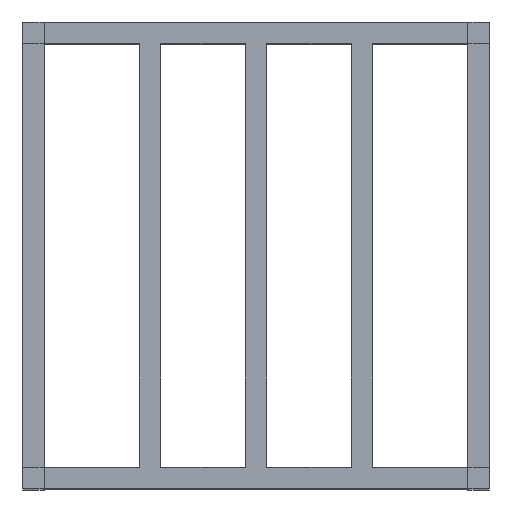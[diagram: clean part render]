
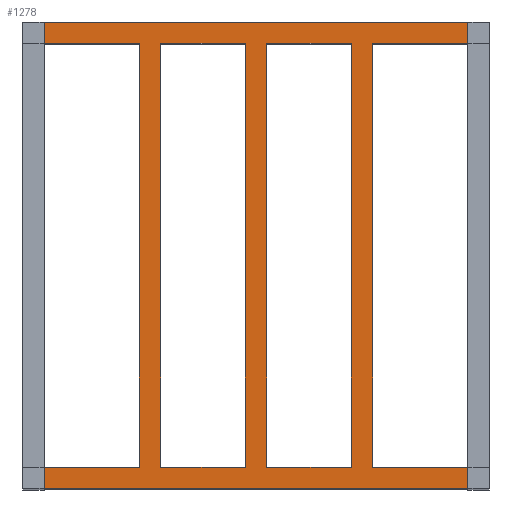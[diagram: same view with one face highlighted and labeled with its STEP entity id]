
A CAD part, top view. The second image highlights one B-rep face of the part: STEP entity #1278.
In plain terms, the highlighted planar face has unit normal (0, 0, 1).
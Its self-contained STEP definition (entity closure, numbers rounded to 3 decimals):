
#15=FACE_BOUND('',#127,.T.);
#16=FACE_BOUND('',#128,.T.);
#56=FACE_OUTER_BOUND('',#126,.T.);
#126=EDGE_LOOP('',(#947,#948,#949,#950,#951,#952,#953,#954,#955,#956,#957,
#958));
#127=EDGE_LOOP('',(#959,#960,#961,#962));
#128=EDGE_LOOP('',(#963,#964,#965,#966));
#247=LINE('',#1876,#427);
#255=LINE('',#1893,#435);
#267=LINE('',#1916,#447);
#268=LINE('',#1918,#448);
#269=LINE('',#1920,#449);
#270=LINE('',#1921,#450);
#271=LINE('',#1923,#451);
#272=LINE('',#1925,#452);
#273=LINE('',#1926,#453);
#274=LINE('',#1928,#454);
#275=LINE('',#1930,#455);
#276=LINE('',#1931,#456);
#277=LINE('',#1934,#457);
#278=LINE('',#1936,#458);
#279=LINE('',#1938,#459);
#280=LINE('',#1939,#460);
#281=LINE('',#1942,#461);
#282=LINE('',#1944,#462);
#283=LINE('',#1946,#463);
#284=LINE('',#1947,#464);
#427=VECTOR('',#1531,10.);
#435=VECTOR('',#1545,10.);
#447=VECTOR('',#1565,10.);
#448=VECTOR('',#1566,10.);
#449=VECTOR('',#1567,10.);
#450=VECTOR('',#1568,10.);
#451=VECTOR('',#1569,10.);
#452=VECTOR('',#1570,10.);
#453=VECTOR('',#1571,10.);
#454=VECTOR('',#1572,10.);
#455=VECTOR('',#1573,10.);
#456=VECTOR('',#1574,10.);
#457=VECTOR('',#1575,10.);
#458=VECTOR('',#1576,10.);
#459=VECTOR('',#1577,10.);
#460=VECTOR('',#1578,10.);
#461=VECTOR('',#1579,10.);
#462=VECTOR('',#1580,10.);
#463=VECTOR('',#1581,10.);
#464=VECTOR('',#1582,10.);
#578=VERTEX_POINT('',#1867);
#581=VERTEX_POINT('',#1875);
#584=VERTEX_POINT('',#1885);
#586=VERTEX_POINT('',#1891);
#587=VERTEX_POINT('',#1892);
#594=VERTEX_POINT('',#1912);
#595=VERTEX_POINT('',#1917);
#596=VERTEX_POINT('',#1919);
#597=VERTEX_POINT('',#1922);
#598=VERTEX_POINT('',#1924);
#599=VERTEX_POINT('',#1927);
#600=VERTEX_POINT('',#1929);
#601=VERTEX_POINT('',#1932);
#602=VERTEX_POINT('',#1933);
#603=VERTEX_POINT('',#1935);
#604=VERTEX_POINT('',#1937);
#605=VERTEX_POINT('',#1940);
#606=VERTEX_POINT('',#1941);
#607=VERTEX_POINT('',#1943);
#608=VERTEX_POINT('',#1945);
#711=EDGE_CURVE('',#578,#581,#247,.T.);
#719=EDGE_CURVE('',#586,#587,#255,.T.);
#731=EDGE_CURVE('',#581,#586,#267,.T.);
#732=EDGE_CURVE('',#587,#595,#268,.T.);
#733=EDGE_CURVE('',#595,#596,#269,.T.);
#734=EDGE_CURVE('',#596,#594,#270,.T.);
#735=EDGE_CURVE('',#594,#597,#271,.T.);
#736=EDGE_CURVE('',#597,#598,#272,.T.);
#737=EDGE_CURVE('',#598,#584,#273,.T.);
#738=EDGE_CURVE('',#584,#599,#274,.T.);
#739=EDGE_CURVE('',#600,#599,#275,.T.);
#740=EDGE_CURVE('',#600,#578,#276,.T.);
#741=EDGE_CURVE('',#601,#602,#277,.T.);
#742=EDGE_CURVE('',#603,#602,#278,.T.);
#743=EDGE_CURVE('',#603,#604,#279,.T.);
#744=EDGE_CURVE('',#604,#601,#280,.T.);
#745=EDGE_CURVE('',#605,#606,#281,.T.);
#746=EDGE_CURVE('',#607,#606,#282,.T.);
#747=EDGE_CURVE('',#607,#608,#283,.T.);
#748=EDGE_CURVE('',#608,#605,#284,.T.);
#947=ORIENTED_EDGE('',*,*,#711,.T.);
#948=ORIENTED_EDGE('',*,*,#731,.T.);
#949=ORIENTED_EDGE('',*,*,#719,.T.);
#950=ORIENTED_EDGE('',*,*,#732,.T.);
#951=ORIENTED_EDGE('',*,*,#733,.T.);
#952=ORIENTED_EDGE('',*,*,#734,.T.);
#953=ORIENTED_EDGE('',*,*,#735,.T.);
#954=ORIENTED_EDGE('',*,*,#736,.T.);
#955=ORIENTED_EDGE('',*,*,#737,.T.);
#956=ORIENTED_EDGE('',*,*,#738,.T.);
#957=ORIENTED_EDGE('',*,*,#739,.F.);
#958=ORIENTED_EDGE('',*,*,#740,.T.);
#959=ORIENTED_EDGE('',*,*,#741,.T.);
#960=ORIENTED_EDGE('',*,*,#742,.F.);
#961=ORIENTED_EDGE('',*,*,#743,.T.);
#962=ORIENTED_EDGE('',*,*,#744,.T.);
#963=ORIENTED_EDGE('',*,*,#745,.T.);
#964=ORIENTED_EDGE('',*,*,#746,.F.);
#965=ORIENTED_EDGE('',*,*,#747,.T.);
#966=ORIENTED_EDGE('',*,*,#748,.T.);
#1208=PLANE('',#1362);
#1278=ADVANCED_FACE('',(#56,#15,#16),#1208,.T.);
#1362=AXIS2_PLACEMENT_3D('',#1915,#1563,#1564);
#1531=DIRECTION('',(0.,1.,0.));
#1545=DIRECTION('',(0.,-1.,0.));
#1563=DIRECTION('center_axis',(0.,0.,1.));
#1564=DIRECTION('ref_axis',(1.,0.,0.));
#1565=DIRECTION('',(-1.,0.,0.));
#1566=DIRECTION('',(1.,0.,0.));
#1567=DIRECTION('',(0.,-1.,0.));
#1568=DIRECTION('',(-1.,0.,0.));
#1569=DIRECTION('',(0.,-1.,0.));
#1570=DIRECTION('',(1.,0.,0.));
#1571=DIRECTION('',(0.,1.,0.));
#1572=DIRECTION('',(-1.,0.,0.));
#1573=DIRECTION('',(0.,-1.,0.));
#1574=DIRECTION('',(1.,0.,0.));
#1575=DIRECTION('',(-1.,0.,0.));
#1576=DIRECTION('',(0.,-1.,0.));
#1577=DIRECTION('',(1.,0.,0.));
#1578=DIRECTION('',(0.,-1.,0.));
#1579=DIRECTION('',(-1.,0.,0.));
#1580=DIRECTION('',(0.,-1.,0.));
#1581=DIRECTION('',(1.,0.,0.));
#1582=DIRECTION('',(0.,-1.,0.));
#1867=CARTESIAN_POINT('',(200.,200.,20.));
#1875=CARTESIAN_POINT('',(200.,220.,20.));
#1876=CARTESIAN_POINT('',(200.,110.,20.));
#1885=CARTESIAN_POINT('',(200.,-200.,20.));
#1891=CARTESIAN_POINT('',(-200.,220.,20.));
#1892=CARTESIAN_POINT('',(-200.,200.,20.));
#1893=CARTESIAN_POINT('',(-200.,100.,20.));
#1912=CARTESIAN_POINT('',(-200.,-200.,20.));
#1915=CARTESIAN_POINT('Origin',(0.,0.,20.));
#1916=CARTESIAN_POINT('',(220.,220.,20.));
#1917=CARTESIAN_POINT('',(-110.,200.,20.));
#1918=CARTESIAN_POINT('',(-200.,200.,20.));
#1919=CARTESIAN_POINT('',(-110.,-200.,20.));
#1920=CARTESIAN_POINT('',(-110.,200.,20.));
#1921=CARTESIAN_POINT('',(-200.,-200.,20.));
#1922=CARTESIAN_POINT('',(-200.,-220.,20.));
#1923=CARTESIAN_POINT('',(-200.,-110.,20.));
#1924=CARTESIAN_POINT('',(200.,-220.,20.));
#1925=CARTESIAN_POINT('',(-220.,-220.,20.));
#1926=CARTESIAN_POINT('',(200.,-100.,20.));
#1927=CARTESIAN_POINT('',(110.,-200.,20.));
#1928=CARTESIAN_POINT('',(-200.,-200.,20.));
#1929=CARTESIAN_POINT('',(110.,200.,20.));
#1930=CARTESIAN_POINT('',(110.,200.,20.));
#1931=CARTESIAN_POINT('',(-200.,200.,20.));
#1932=CARTESIAN_POINT('',(90.,-200.,20.));
#1933=CARTESIAN_POINT('',(10.,-200.,20.));
#1934=CARTESIAN_POINT('',(-200.,-200.,20.));
#1935=CARTESIAN_POINT('',(10.,200.,20.));
#1936=CARTESIAN_POINT('',(10.,200.,20.));
#1937=CARTESIAN_POINT('',(90.,200.,20.));
#1938=CARTESIAN_POINT('',(-200.,200.,20.));
#1939=CARTESIAN_POINT('',(90.,200.,20.));
#1940=CARTESIAN_POINT('',(-10.,-200.,20.));
#1941=CARTESIAN_POINT('',(-90.,-200.,20.));
#1942=CARTESIAN_POINT('',(-200.,-200.,20.));
#1943=CARTESIAN_POINT('',(-90.,200.,20.));
#1944=CARTESIAN_POINT('',(-90.,200.,20.));
#1945=CARTESIAN_POINT('',(-10.,200.,20.));
#1946=CARTESIAN_POINT('',(-200.,200.,20.));
#1947=CARTESIAN_POINT('',(-10.,200.,20.));
